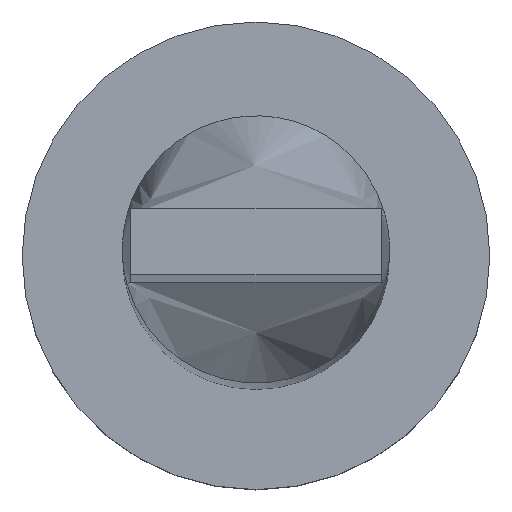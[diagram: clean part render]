
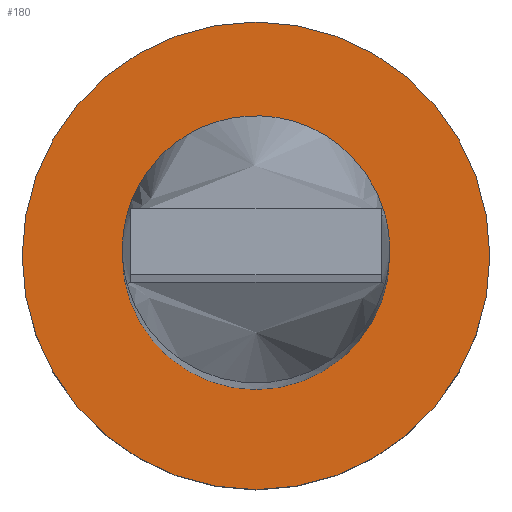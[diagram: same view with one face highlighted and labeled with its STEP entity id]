
A CAD part, top view. The second image highlights one B-rep face of the part: STEP entity #180.
In plain terms, the highlighted planar face has unit normal (0, 0, 1).
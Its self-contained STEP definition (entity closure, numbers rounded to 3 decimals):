
#2 = ORIENTED_EDGE ( 'NONE', *, *, #152, .T. ) ;
#3 = DIRECTION ( 'NONE',  ( 0., 0., 1. ) ) ;
#50 = FACE_BOUND ( 'NONE', #494, .T. ) ;
#55 = ORIENTED_EDGE ( 'NONE', *, *, #217, .F. ) ;
#56 = CIRCLE ( 'NONE', #330, 4. ) ;
#95 = DIRECTION ( 'NONE',  ( 0., 0., 1. ) ) ;
#99 = CARTESIAN_POINT ( 'NONE',  ( -7., 0., 5. ) ) ;
#127 = ORIENTED_EDGE ( 'NONE', *, *, #548, .F. ) ;
#133 = VERTEX_POINT ( 'NONE', #99 ) ;
#137 = AXIS2_PLACEMENT_3D ( 'NONE', #292, #183, #187 ) ;
#141 = PLANE ( 'NONE',  #533 ) ;
#152 = EDGE_CURVE ( 'NONE', #133, #424, #155, .T. ) ;
#155 = CIRCLE ( 'NONE', #137, 7. ) ;
#161 = DIRECTION ( 'NONE',  ( 0., 0., 1. ) ) ;
#180 = ADVANCED_FACE ( 'NONE', ( #50, #234 ), #141, .T. ) ;
#183 = DIRECTION ( 'NONE',  ( 0., 0., 1. ) ) ;
#187 = DIRECTION ( 'NONE',  ( 1., 0., 0. ) ) ;
#206 = CARTESIAN_POINT ( 'NONE',  ( 0., 0., 5. ) ) ;
#217 = EDGE_CURVE ( 'NONE', #543, #314, #550, .T. ) ;
#219 = CIRCLE ( 'NONE', #288, 7. ) ;
#234 = FACE_OUTER_BOUND ( 'NONE', #518, .T. ) ;
#242 = CARTESIAN_POINT ( 'NONE',  ( 7., 0., 5. ) ) ;
#252 = DIRECTION ( 'NONE',  ( 1., 0., 0. ) ) ;
#288 = AXIS2_PLACEMENT_3D ( 'NONE', #323, #161, #451 ) ;
#292 = CARTESIAN_POINT ( 'NONE',  ( 0., 0., 5. ) ) ;
#314 = VERTEX_POINT ( 'NONE', #315 ) ;
#315 = CARTESIAN_POINT ( 'NONE',  ( 4., 0., 5. ) ) ;
#323 = CARTESIAN_POINT ( 'NONE',  ( 0., 0., 5. ) ) ;
#330 = AXIS2_PLACEMENT_3D ( 'NONE', #206, #391, #340 ) ;
#334 = CARTESIAN_POINT ( 'NONE',  ( 0., 0., 5. ) ) ;
#340 = DIRECTION ( 'NONE',  ( 1., 0., 0. ) ) ;
#344 = EDGE_CURVE ( 'NONE', #424, #133, #219, .T. ) ;
#368 = DIRECTION ( 'NONE',  ( 1., 0., 0. ) ) ;
#370 = AXIS2_PLACEMENT_3D ( 'NONE', #334, #95, #252 ) ;
#391 = DIRECTION ( 'NONE',  ( 0., 0., 1. ) ) ;
#418 = CARTESIAN_POINT ( 'NONE',  ( 0., 0., 5. ) ) ;
#423 = ORIENTED_EDGE ( 'NONE', *, *, #344, .T. ) ;
#424 = VERTEX_POINT ( 'NONE', #242 ) ;
#451 = DIRECTION ( 'NONE',  ( 1., 0., 0. ) ) ;
#494 = EDGE_LOOP ( 'NONE', ( #55, #127 ) ) ;
#518 = EDGE_LOOP ( 'NONE', ( #2, #423 ) ) ;
#533 = AXIS2_PLACEMENT_3D ( 'NONE', #418, #3, #368 ) ;
#543 = VERTEX_POINT ( 'NONE', #549 ) ;
#548 = EDGE_CURVE ( 'NONE', #314, #543, #56, .T. ) ;
#549 = CARTESIAN_POINT ( 'NONE',  ( -4., 0., 5. ) ) ;
#550 = CIRCLE ( 'NONE', #370, 4. ) ;
